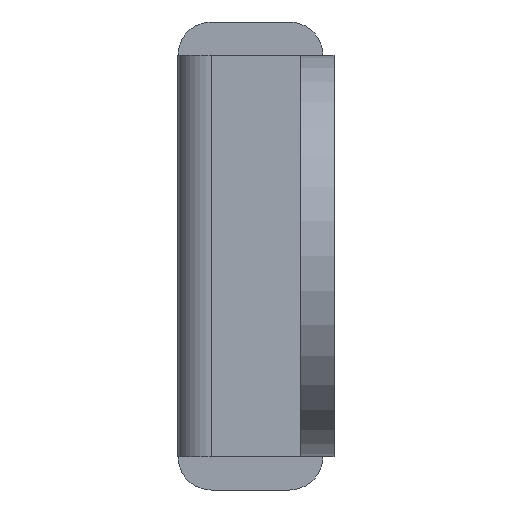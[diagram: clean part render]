
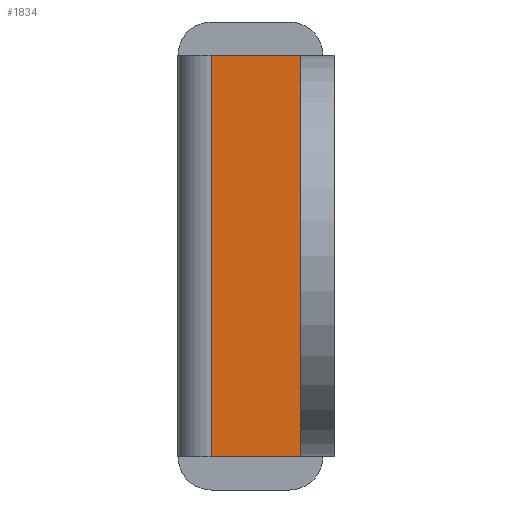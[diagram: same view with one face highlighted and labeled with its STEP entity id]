
A CAD part, left-side view. The second image highlights one B-rep face of the part: STEP entity #1834.
In plain terms, the highlighted planar face has unit normal (-1, 0, 0).
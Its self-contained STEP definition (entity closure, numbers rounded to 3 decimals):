
#21 = CARTESIAN_POINT ( 'NONE',  ( -10.5, 5.5, -9. ) ) ;
#53 = ORIENTED_EDGE ( 'NONE', *, *, #1875, .T. ) ;
#55 = ORIENTED_EDGE ( 'NONE', *, *, #1879, .T. ) ;
#56 = ORIENTED_EDGE ( 'NONE', *, *, #1882, .F. ) ;
#57 = ORIENTED_EDGE ( 'NONE', *, *, #1870, .F. ) ;
#223 = VERTEX_POINT ( 'NONE', #21 ) ;
#238 = VERTEX_POINT ( 'NONE', #1620 ) ;
#403 = FACE_OUTER_BOUND ( 'NONE', #1951, .T. ) ;
#441 = LINE ( 'NONE', #936, #1442 ) ;
#445 = LINE ( 'NONE', #947, #1432 ) ;
#448 = LINE ( 'NONE', #956, #1425 ) ;
#451 = LINE ( 'NONE', #962, #1420 ) ;
#640 = CARTESIAN_POINT ( 'NONE',  ( -10.5, 1.5, 9. ) ) ;
#845 = PLANE ( 'NONE',  #1484 ) ;
#846 = CARTESIAN_POINT ( 'NONE',  ( -10.5, 1.5, 9. ) ) ;
#847 = DIRECTION ( 'NONE',  ( 1., 0., 0. ) ) ;
#848 = DIRECTION ( 'NONE',  ( 0., 1., 0. ) ) ;
#936 = CARTESIAN_POINT ( 'NONE',  ( -10.5, 1.5, 9. ) ) ;
#937 = DIRECTION ( 'NONE',  ( 0., -1., 0. ) ) ;
#947 = CARTESIAN_POINT ( 'NONE',  ( -10.5, 5.5, 9. ) ) ;
#948 = DIRECTION ( 'NONE',  ( 0., 0., -1. ) ) ;
#956 = CARTESIAN_POINT ( 'NONE',  ( -10.5, 1.5, -9. ) ) ;
#957 = DIRECTION ( 'NONE',  ( 0., -1., 0. ) ) ;
#962 = CARTESIAN_POINT ( 'NONE',  ( -10.5, 1.5, 9. ) ) ;
#963 = DIRECTION ( 'NONE',  ( 0., 0., -1. ) ) ;
#1235 = VERTEX_POINT ( 'NONE', #1618 ) ;
#1420 = VECTOR ( 'NONE', #963, 1000. ) ;
#1425 = VECTOR ( 'NONE', #957, 1000. ) ;
#1432 = VECTOR ( 'NONE', #948, 1000. ) ;
#1442 = VECTOR ( 'NONE', #937, 1000. ) ;
#1484 = AXIS2_PLACEMENT_3D ( 'NONE', #846, #847, #848 ) ;
#1618 = CARTESIAN_POINT ( 'NONE',  ( -10.5, 5.5, 9. ) ) ;
#1620 = CARTESIAN_POINT ( 'NONE',  ( -10.5, 1.5, -9. ) ) ;
#1683 = VERTEX_POINT ( 'NONE', #640 ) ;
#1834 = ADVANCED_FACE ( 'NONE', ( #403 ), #845, .F. ) ;
#1870 = EDGE_CURVE ( 'NONE', #1235, #1683, #441, .T. ) ;
#1875 = EDGE_CURVE ( 'NONE', #1235, #223, #445, .T. ) ;
#1879 = EDGE_CURVE ( 'NONE', #223, #238, #448, .T. ) ;
#1882 = EDGE_CURVE ( 'NONE', #1683, #238, #451, .T. ) ;
#1951 = EDGE_LOOP ( 'NONE', ( #55, #56, #57, #53 ) ) ;
